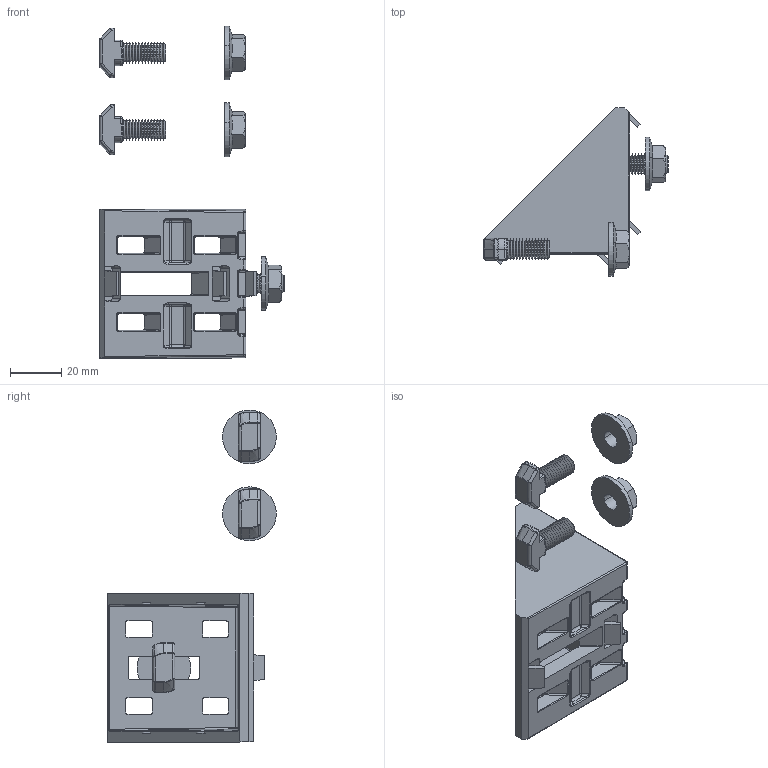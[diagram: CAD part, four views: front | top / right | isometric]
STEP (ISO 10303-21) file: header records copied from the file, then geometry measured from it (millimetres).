
FILE_DESCRIPTION (( 'STEP AP214' ), '1' );
FILE_NAME ('093w603n10s01.STEP', '2014-08-20T12:53:05', ( '' ), ( '' ), 'SwSTEP 2.0', 'SolidWorks 2014', '' );
FILE_SCHEMA (( 'AUTOMOTIVE_DESIGN' ));
Length unit declared in the file: millimetre
Products named in the file (4): 340me154_340me154; 096hk1030m0820_096 hk 10 30 m08 20; 093w603_093 w 603 n10; 093w603n10s01
Assembly tree (7 placements, depth 2):
  093w603n10s01
    093w603_093 w 603 n10
    096hk1030m0820_096 hk 10 30 m08 20  x3
    340me154_340me154  x3
Bounding box: 72 x 65.73 x 129.48 mm (x, y, z)
Volume: 47773.6 mm3; surface area: 27780 mm2
Topology: 7 solids, 7 shells, 1084 faces, 2644 edges, 1546 vertices
Faces by surface type: cylinder 341, plane 313, cone 198, bspline 183, torus 27, sphere 22
Entity records: 21681 total; most frequent: CARTESIAN_POINT 7515, ORIENTED_EDGE 3208, DIRECTION 2668, EDGE_CURVE 1604, VERTEX_POINT 954, AXIS2_PLACEMENT_3D 951, VECTOR 766, LINE 766
